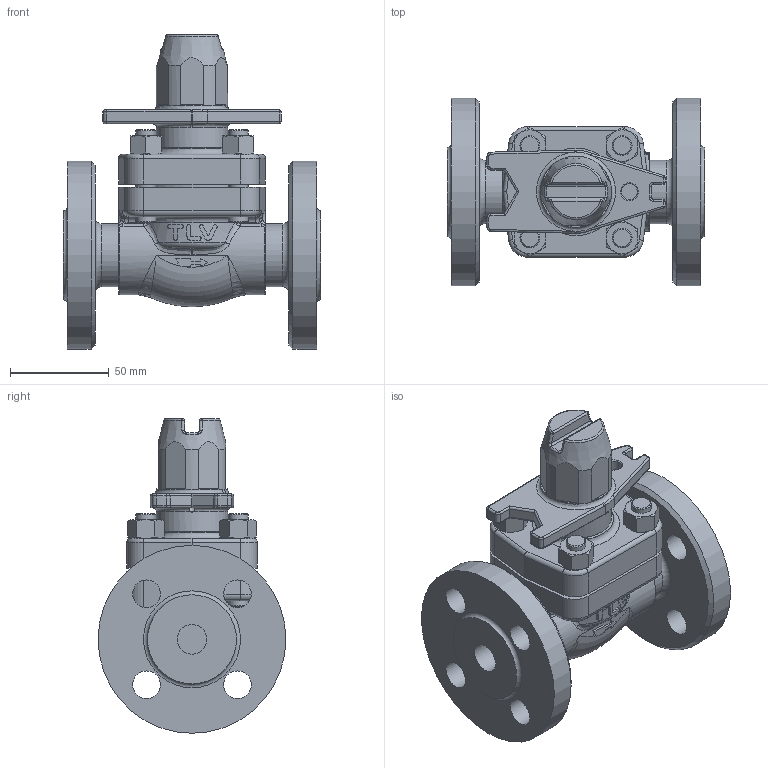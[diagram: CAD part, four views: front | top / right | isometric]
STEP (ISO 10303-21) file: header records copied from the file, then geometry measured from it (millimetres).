
FILE_DESCRIPTION(/* description */ (''),/* implementation_level */ '2;1');
FILE_NAME(/* name */ 'bd800-015-e0040-00.stp',/* time_stamp */ '2018-11-01T16:28:28+09:00',/* author */ ('nakaot'),/* organization */ (''),/* preprocessor_version */ 'ST-DEVELOPER v15.6',/* originating_system */ 'Autodesk Inventor 2015',/* authorisation */ '');
FILE_SCHEMA (('CONFIG_CONTROL_DESIGN'));
Length unit declared in the file: centimetre
Products named in the file (1): bd800-015-e0040-00
Bounding box: 130 x 95 x 159 mm (x, y, z)
Volume: 514994.6 mm3; surface area: 95923.1 mm2
Topology: 1 solids, 5 shells, 504 faces, 1176 edges, 701 vertices
Faces by surface type: plane 178, cylinder 137, bspline 73, cone 66, torus 34, sphere 16
Full cylindrical faces by diameter (mm): 3 x1, 8 x1, 8.376 x2, 10 x10, 11 x4, 12 x1, 13 x1, 14 x8, 15 x3, 18 x1, 18.376 x1, 24.5 x1, 25.5 x1, 27 x1, 32 x2, 36 x2, 54 x1, 95 x2
Entity records: 16365 total; most frequent: CARTESIAN_POINT 5625, DIRECTION 2180, ORIENTED_EDGE 2170, EDGE_CURVE 1085, AXIS2_PLACEMENT_3D 918, VERTEX_POINT 683, EDGE_LOOP 622, FACE_OUTER_BOUND 504
